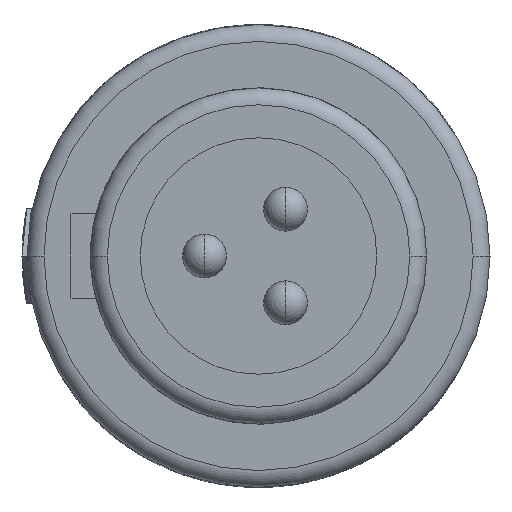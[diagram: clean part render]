
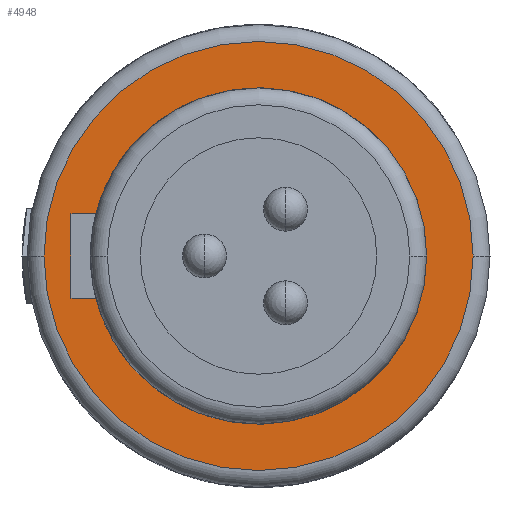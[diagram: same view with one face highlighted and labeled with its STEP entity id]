
A CAD part, left-side view. The second image highlights one B-rep face of the part: STEP entity #4948.
In plain terms, the highlighted planar face has unit normal (-1, 0, 0).
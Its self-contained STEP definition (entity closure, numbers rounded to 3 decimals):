
#1695=CARTESIAN_POINT('',(-6.7,0.,0.));
#1696=DIRECTION('',(-1.,0.,0.));
#1697=DIRECTION('',(0.,-1.,0.));
#1698=AXIS2_PLACEMENT_3D('',#1695,#1696,#1697);
#1700=CARTESIAN_POINT('',(-6.7,0.,0.));
#1701=DIRECTION('',(-1.,0.,0.));
#1702=DIRECTION('',(0.,1.,0.));
#1703=AXIS2_PLACEMENT_3D('',#1700,#1701,#1702);
#1705=DIRECTION('',(0.,1.,0.));
#1706=VECTOR('',#1705,0.735);
#1707=CARTESIAN_POINT('',(-6.7,4.815,-1.25));
#1708=LINE('',#1707,#1706);
#1709=DIRECTION('',(0.,1.,0.));
#1710=VECTOR('',#1709,0.735);
#1711=CARTESIAN_POINT('',(-6.7,4.815,1.25));
#1712=LINE('',#1711,#1710);
#1713=DIRECTION('',(0.,0.,1.));
#1714=VECTOR('',#1713,2.5);
#1715=CARTESIAN_POINT('',(-6.7,5.55,-1.25));
#1716=LINE('',#1715,#1714);
#1742=CARTESIAN_POINT('',(-6.7,0.,0.));
#1743=DIRECTION('',(1.,0.,0.));
#1744=DIRECTION('',(0.,0.968,0.251));
#1745=AXIS2_PLACEMENT_3D('',#1742,#1743,#1744);
#1779=CARTESIAN_POINT('',(-6.7,0.,0.));
#1780=DIRECTION('',(-1.,0.,0.));
#1781=DIRECTION('',(0.,0.968,-0.251));
#1782=AXIS2_PLACEMENT_3D('',#1779,#1780,#1781);
#2398=CARTESIAN_POINT('',(-6.7,-6.35,0.));
#2399=CARTESIAN_POINT('',(-6.7,6.35,0.));
#2400=VERTEX_POINT('',#2398);
#2401=VERTEX_POINT('',#2399);
#2414=CARTESIAN_POINT('',(-6.7,-4.975,0.));
#2415=VERTEX_POINT('',#2414);
#2698=CARTESIAN_POINT('',(-6.7,4.815,-1.25));
#2699=CARTESIAN_POINT('',(-6.7,5.55,-1.25));
#2700=VERTEX_POINT('',#2698);
#2701=VERTEX_POINT('',#2699);
#2702=CARTESIAN_POINT('',(-6.7,4.815,1.25));
#2703=CARTESIAN_POINT('',(-6.7,5.55,1.25));
#2704=VERTEX_POINT('',#2702);
#2705=VERTEX_POINT('',#2703);
#4926=CARTESIAN_POINT('',(-6.7,0.,0.));
#4927=DIRECTION('',(1.,0.,0.));
#4928=DIRECTION('',(0.,-1.,0.));
#4929=AXIS2_PLACEMENT_3D('',#4926,#4927,#4928);
#4930=PLANE('',#4929);
#4932=ORIENTED_EDGE('',*,*,#4931,.F.);
#4933=ORIENTED_EDGE('',*,*,#4909,.F.);
#4934=EDGE_LOOP('',(#4932,#4933));
#4935=FACE_OUTER_BOUND('',#4934,.F.);
#4937=ORIENTED_EDGE('',*,*,#4936,.F.);
#4939=ORIENTED_EDGE('',*,*,#4938,.T.);
#4941=ORIENTED_EDGE('',*,*,#4940,.F.);
#4943=ORIENTED_EDGE('',*,*,#4942,.T.);
#4945=ORIENTED_EDGE('',*,*,#4944,.F.);
#4946=EDGE_LOOP('',(#4937,#4939,#4941,#4943,#4945));
#4947=FACE_BOUND('',#4946,.F.);
#1699=CIRCLE('',#1698,6.35);
#1704=CIRCLE('',#1703,6.35);
#1746=CIRCLE('',#1745,4.975);
#1783=CIRCLE('',#1782,4.975);
#4909=EDGE_CURVE('',#2401,#2400,#1704,.T.);
#4931=EDGE_CURVE('',#2400,#2401,#1699,.T.);
#4936=EDGE_CURVE('',#2700,#2701,#1708,.T.);
#4938=EDGE_CURVE('',#2700,#2415,#1783,.T.);
#4940=EDGE_CURVE('',#2704,#2415,#1746,.T.);
#4942=EDGE_CURVE('',#2704,#2705,#1712,.T.);
#4944=EDGE_CURVE('',#2701,#2705,#1716,.T.);
#4948=ADVANCED_FACE('',(#4935,#4947),#4930,.F.);
